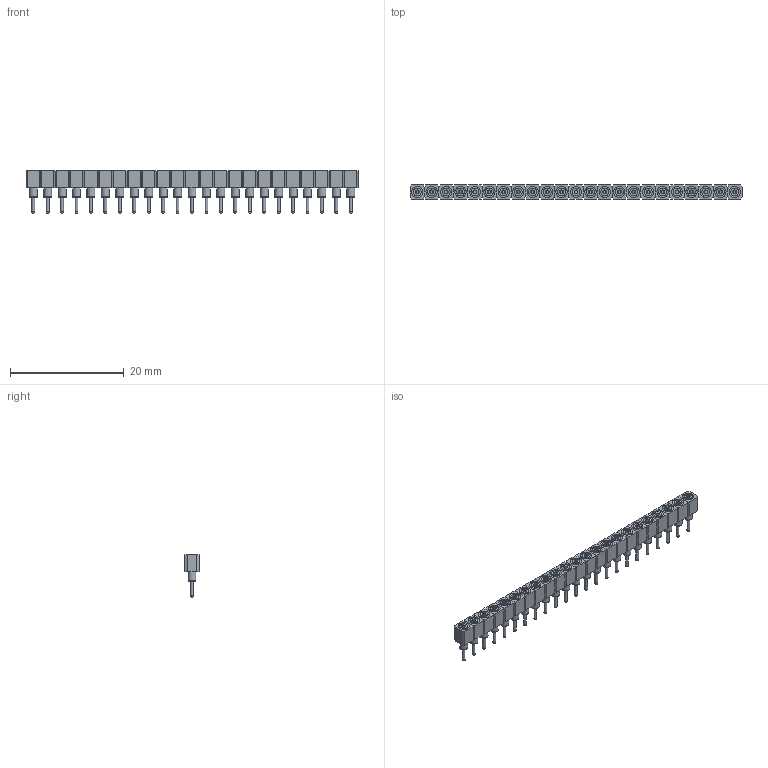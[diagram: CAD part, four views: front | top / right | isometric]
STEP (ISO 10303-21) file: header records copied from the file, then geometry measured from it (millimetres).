
FILE_DESCRIPTION(('FreeCAD Model'),'2;1');
FILE_NAME('Precision_Socket_Strip_Straight_L3.0_P2.5_01x23.step','2019-08-27T02:10:59',('Author'),(''), 'Open CASCADE STEP processor 6.8','FreeCAD','Unknown');
FILE_SCHEMA(('AUTOMOTIVE_DESIGN { 1 0 10303 214 1 1 1 1 }'));
Length unit declared in the file: millimetre
Products named in the file (1): Precision_Socket_Strip_Straight_L3.0_P2.5_01x23
Bounding box: 58.42 x 2.54 x 7.43 mm (x, y, z)
Volume: 482.5 mm3; surface area: 1162.5 mm2
Topology: 1 solids, 1 shells, 439 faces, 855 edges, 533 vertices
Faces by surface type: plane 301, cylinder 69, torus 46, revolution 23
Full cylindrical faces by diameter (mm): 0.5 x46, 1.4 x23
Entity records: 14370 total; most frequent: DIRECTION 2034, CARTESIAN_POINT 1989, ORIENTED_EDGE 1710, EDGE_CURVE 855, AXIS2_PLACEMENT_3D 739, FACE_BOUND 554, EDGE_LOOP 554, VERTEX_POINT 533
